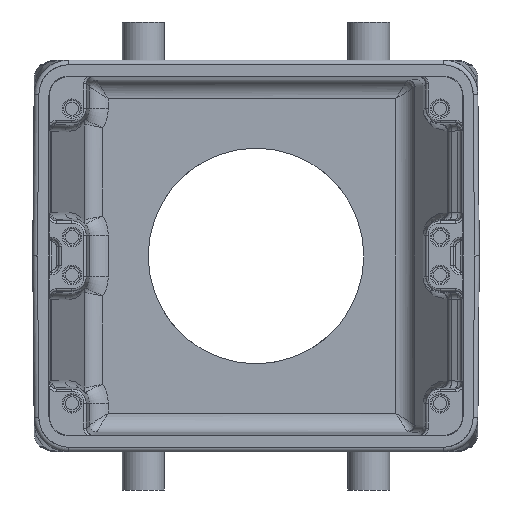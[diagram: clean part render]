
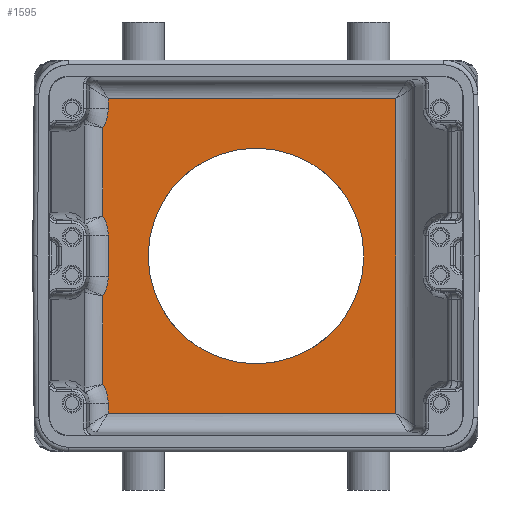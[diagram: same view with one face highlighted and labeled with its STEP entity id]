
A CAD part, front view. The second image highlights one B-rep face of the part: STEP entity #1595.
In plain terms, the highlighted planar face has unit normal (0, -1, 0).
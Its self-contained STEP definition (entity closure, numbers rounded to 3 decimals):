
#1595=ADVANCED_FACE('',(#2511,#2512),#1946,.F.);
#1946=PLANE('',#11518);
#2171=CIRCLE('',#11113,7.646);
#2178=CIRCLE('',#11132,7.646);
#2308=CIRCLE('',#11415,7.646);
#2321=CIRCLE('',#11451,7.646);
#2345=CIRCLE('',#11517,22.7);
#2511=FACE_BOUND('',#3087,.T.);
#2512=FACE_BOUND('',#3088,.T.);
#3087=EDGE_LOOP('',(#5948,#5949,#5950,#5951,#5952,#5953,#5954,#5955,#5956,
#5957,#5958,#5959));
#3088=EDGE_LOOP('',(#5960));
#5948=ORIENTED_EDGE('',*,*,#8797,.F.);
#5949=ORIENTED_EDGE('',*,*,#8800,.F.);
#5950=ORIENTED_EDGE('',*,*,#8804,.F.);
#5951=ORIENTED_EDGE('',*,*,#8251,.F.);
#5952=ORIENTED_EDGE('',*,*,#8245,.T.);
#5953=ORIENTED_EDGE('',*,*,#8274,.F.);
#5954=ORIENTED_EDGE('',*,*,#8284,.T.);
#5955=ORIENTED_EDGE('',*,*,#8718,.F.);
#5956=ORIENTED_EDGE('',*,*,#8716,.T.);
#5957=ORIENTED_EDGE('',*,*,#8650,.F.);
#5958=ORIENTED_EDGE('',*,*,#8661,.T.);
#5959=ORIENTED_EDGE('',*,*,#8663,.F.);
#5960=ORIENTED_EDGE('',*,*,#8805,.T.);
#7080=VERTEX_POINT('',#16645);
#7081=VERTEX_POINT('',#16646);
#7086=VERTEX_POINT('',#16676);
#7096=VERTEX_POINT('',#17007);
#7102=VERTEX_POINT('',#17127);
#7323=VERTEX_POINT('',#18754);
#7324=VERTEX_POINT('',#18863);
#7325=VERTEX_POINT('',#18864);
#7332=VERTEX_POINT('',#19001);
#7361=VERTEX_POINT('',#19404);
#7399=VERTEX_POINT('',#19704);
#7400=VERTEX_POINT('',#19822);
#7402=VERTEX_POINT('',#19945);
#8245=EDGE_CURVE('',#7080,#7081,#2171,.T.);
#8251=EDGE_CURVE('',#7080,#7086,#9547,.T.);
#8274=EDGE_CURVE('',#7096,#7081,#9556,.T.);
#8284=EDGE_CURVE('',#7096,#7102,#2178,.T.);
#8650=EDGE_CURVE('',#7324,#7325,#9692,.T.);
#8661=EDGE_CURVE('',#7324,#7332,#2308,.T.);
#8663=EDGE_CURVE('',#7323,#7332,#9695,.T.);
#8716=EDGE_CURVE('',#7361,#7325,#2321,.T.);
#8718=EDGE_CURVE('',#7361,#7102,#9714,.T.);
#8797=EDGE_CURVE('',#7399,#7323,#9755,.T.);
#8800=EDGE_CURVE('',#7400,#7399,#9756,.T.);
#8804=EDGE_CURVE('',#7086,#7400,#9757,.T.);
#8805=EDGE_CURVE('',#7402,#7402,#2345,.T.);
#9547=LINE('',#16675,#10324);
#9556=LINE('',#17006,#10333);
#9692=LINE('',#18862,#10469);
#9695=LINE('',#19005,#10472);
#9714=LINE('',#19407,#10491);
#9755=LINE('',#19705,#10532);
#9756=LINE('',#19823,#10533);
#9757=LINE('',#19942,#10534);
#10324=VECTOR('',#13086,1.);
#10333=VECTOR('',#13117,1.);
#10469=VECTOR('',#13819,1.);
#10472=VECTOR('',#13834,1.);
#10491=VECTOR('',#13927,1.);
#10532=VECTOR('',#14086,1.);
#10533=VECTOR('',#14089,1.);
#10534=VECTOR('',#14094,1.);
#11113=AXIS2_PLACEMENT_3D('',#16644,#13077,#13078);
#11132=AXIS2_PLACEMENT_3D('',#17128,#13127,#13128);
#11415=AXIS2_PLACEMENT_3D('',#19002,#13829,#13830);
#11451=AXIS2_PLACEMENT_3D('',#19403,#13921,#13922);
#11517=AXIS2_PLACEMENT_3D('',#19944,#14097,#14098);
#11518=AXIS2_PLACEMENT_3D('',#19946,#14099,#14100);
#13077=DIRECTION('',(0.,1.,0.));
#13078=DIRECTION('',(1.,0.,0.));
#13086=DIRECTION('',(0.,0.,1.));
#13117=DIRECTION('',(0.,0.,1.));
#13127=DIRECTION('',(0.,1.,0.));
#13128=DIRECTION('',(0.853,0.,0.521));
#13819=DIRECTION('',(0.,0.,1.));
#13829=DIRECTION('',(0.,1.,0.));
#13830=DIRECTION('',(0.853,0.,0.521));
#13834=DIRECTION('',(0.,0.,1.));
#13921=DIRECTION('',(0.,1.,0.));
#13922=DIRECTION('',(1.,0.,0.));
#13927=DIRECTION('',(0.,0.,1.));
#14086=DIRECTION('',(-1.,0.,0.));
#14089=DIRECTION('',(0.,0.,-1.));
#14094=DIRECTION('',(1.,0.,0.));
#14097=DIRECTION('',(0.,1.,0.));
#14098=DIRECTION('',(0.,0.,1.));
#14099=DIRECTION('',(0.,1.,0.));
#14100=DIRECTION('',(-1.,0.,0.));
#16644=CARTESIAN_POINT('',(-38.75,40.,31.));
#16645=CARTESIAN_POINT('',(-31.104,40.,31.));
#16646=CARTESIAN_POINT('',(-32.225,40.,27.015));
#16675=CARTESIAN_POINT('',(-31.104,40.,31.));
#16676=CARTESIAN_POINT('',(-31.104,40.,33.104));
#17006=CARTESIAN_POINT('',(-32.225,40.,8.385));
#17007=CARTESIAN_POINT('',(-32.225,40.,8.385));
#17127=CARTESIAN_POINT('',(-31.104,40.,4.4));
#17128=CARTESIAN_POINT('',(-38.75,40.,4.4));
#18754=CARTESIAN_POINT('',(-31.104,40.,-33.104));
#18862=CARTESIAN_POINT('',(-32.225,40.,-27.015));
#18863=CARTESIAN_POINT('',(-32.225,40.,-27.015));
#18864=CARTESIAN_POINT('',(-32.225,40.,-8.385));
#19001=CARTESIAN_POINT('',(-31.104,40.,-31.));
#19002=CARTESIAN_POINT('',(-38.75,40.,-31.));
#19005=CARTESIAN_POINT('',(-31.104,40.,-33.104));
#19403=CARTESIAN_POINT('',(-38.75,40.,-4.4));
#19404=CARTESIAN_POINT('',(-31.104,40.,-4.4));
#19407=CARTESIAN_POINT('',(-31.104,40.,-4.4));
#19704=CARTESIAN_POINT('',(29.448,40.,-33.104));
#19705=CARTESIAN_POINT('',(29.448,40.,-33.104));
#19822=CARTESIAN_POINT('',(29.448,40.,33.104));
#19823=CARTESIAN_POINT('',(29.448,40.,33.104));
#19942=CARTESIAN_POINT('',(-31.104,40.,33.104));
#19944=CARTESIAN_POINT('',(0.,40.,0.));
#19945=CARTESIAN_POINT('',(0.,40.,22.7));
#19946=CARTESIAN_POINT('',(32.925,40.,-37.75));
